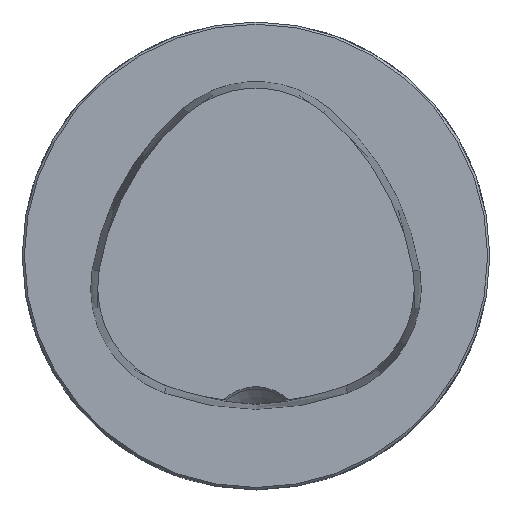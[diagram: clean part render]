
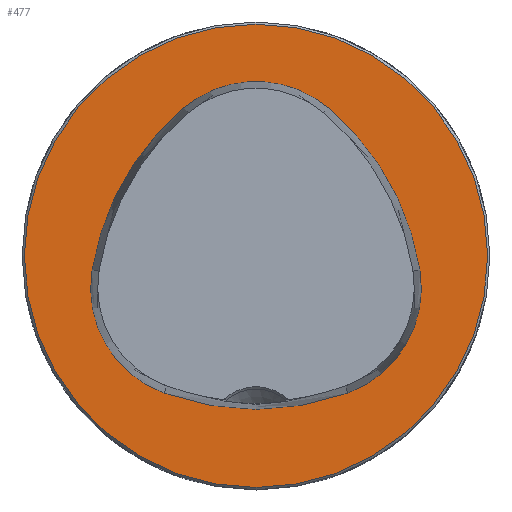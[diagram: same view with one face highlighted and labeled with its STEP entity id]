
A CAD part, top view. The second image highlights one B-rep face of the part: STEP entity #477.
In plain terms, the highlighted planar face has unit normal (0, 0, 1).
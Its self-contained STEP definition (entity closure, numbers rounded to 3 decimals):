
#477=ADVANCED_FACE('CU_E_LO_SU_1',(#696,#697),#614,.T.);
#614=PLANE('',#2026);
#696=FACE_BOUND('',#777,.T.);
#697=FACE_BOUND('',#778,.T.);
#777=EDGE_LOOP('',(#1000));
#778=EDGE_LOOP('',(#1001,#1002,#1003,#1004,#1005,#1006));
#1000=ORIENTED_EDGE('',*,*,#1664,.T.);
#1001=ORIENTED_EDGE('',*,*,#1665,.F.);
#1002=ORIENTED_EDGE('',*,*,#1666,.F.);
#1003=ORIENTED_EDGE('',*,*,#1667,.F.);
#1004=ORIENTED_EDGE('',*,*,#1668,.F.);
#1005=ORIENTED_EDGE('',*,*,#1662,.F.);
#1006=ORIENTED_EDGE('',*,*,#1669,.F.);
#1501=VERTEX_POINT('',#3209);
#1502=VERTEX_POINT('',#3211);
#1503=VERTEX_POINT('',#3215);
#1504=VERTEX_POINT('',#3217);
#1505=VERTEX_POINT('',#3218);
#1506=VERTEX_POINT('',#3220);
#1507=VERTEX_POINT('',#3222);
#1662=EDGE_CURVE('',#1501,#1502,#1878,.T.);
#1664=EDGE_CURVE('',#1503,#1503,#1879,.T.);
#1665=EDGE_CURVE('',#1504,#1505,#1880,.T.);
#1666=EDGE_CURVE('',#1506,#1504,#1881,.T.);
#1667=EDGE_CURVE('',#1507,#1506,#1882,.T.);
#1668=EDGE_CURVE('',#1502,#1507,#1883,.T.);
#1669=EDGE_CURVE('',#1505,#1501,#1884,.T.);
#1878=CIRCLE('',#2018,36.075);
#1879=CIRCLE('',#2020,31.2);
#1880=CIRCLE('',#2021,36.075);
#1881=CIRCLE('',#2022,15.075);
#1882=CIRCLE('',#2023,36.075);
#1883=CIRCLE('',#2024,15.075);
#1884=CIRCLE('',#2025,15.075);
#2018=AXIS2_PLACEMENT_3D('',#3210,#2307,#2308);
#2020=AXIS2_PLACEMENT_3D('',#3214,#2312,#2313);
#2021=AXIS2_PLACEMENT_3D('',#3216,#2314,#2315);
#2022=AXIS2_PLACEMENT_3D('',#3219,#2316,#2317);
#2023=AXIS2_PLACEMENT_3D('',#3221,#2318,#2319);
#2024=AXIS2_PLACEMENT_3D('',#3223,#2320,#2321);
#2025=AXIS2_PLACEMENT_3D('',#3224,#2322,#2323);
#2026=AXIS2_PLACEMENT_3D('',#3225,#2324,#2325);
#2307=DIRECTION('',(0.,0.,1.));
#2308=DIRECTION('',(1.,0.,0.));
#2312=DIRECTION('',(0.,0.,1.));
#2313=DIRECTION('',(1.,0.,0.));
#2314=DIRECTION('',(0.,0.,1.));
#2315=DIRECTION('',(1.,0.,0.));
#2316=DIRECTION('',(0.,0.,1.));
#2317=DIRECTION('',(1.,0.,0.));
#2318=DIRECTION('',(0.,0.,1.));
#2319=DIRECTION('',(1.,0.,0.));
#2320=DIRECTION('',(0.,0.,1.));
#2321=DIRECTION('',(1.,0.,0.));
#2322=DIRECTION('',(0.,0.,1.));
#2323=DIRECTION('',(1.,0.,0.));
#2324=DIRECTION('',(0.,0.,1.));
#2325=DIRECTION('',(1.,0.,0.));
#3209=CARTESIAN_POINT('',(-12.368,-18.489,0.));
#3210=CARTESIAN_POINT('',(0.,15.4,0.));
#3211=CARTESIAN_POINT('',(12.368,-18.489,0.));
#3214=CARTESIAN_POINT('',(0.,0.,0.));
#3215=CARTESIAN_POINT('',(31.2,0.,0.));
#3216=CARTESIAN_POINT('',(13.535,-7.656,0.));
#3217=CARTESIAN_POINT('',(-9.716,19.927,0.));
#3218=CARTESIAN_POINT('',(-22.084,-1.937,0.));
#3219=CARTESIAN_POINT('',(0.,8.4,0.));
#3220=CARTESIAN_POINT('',(9.716,19.927,0.));
#3221=CARTESIAN_POINT('',(-13.535,-7.656,0.));
#3222=CARTESIAN_POINT('',(22.084,-1.937,0.));
#3223=CARTESIAN_POINT('',(7.2,-4.327,0.));
#3224=CARTESIAN_POINT('',(-7.2,-4.327,0.));
#3225=CARTESIAN_POINT('',(0.,0.,0.));
